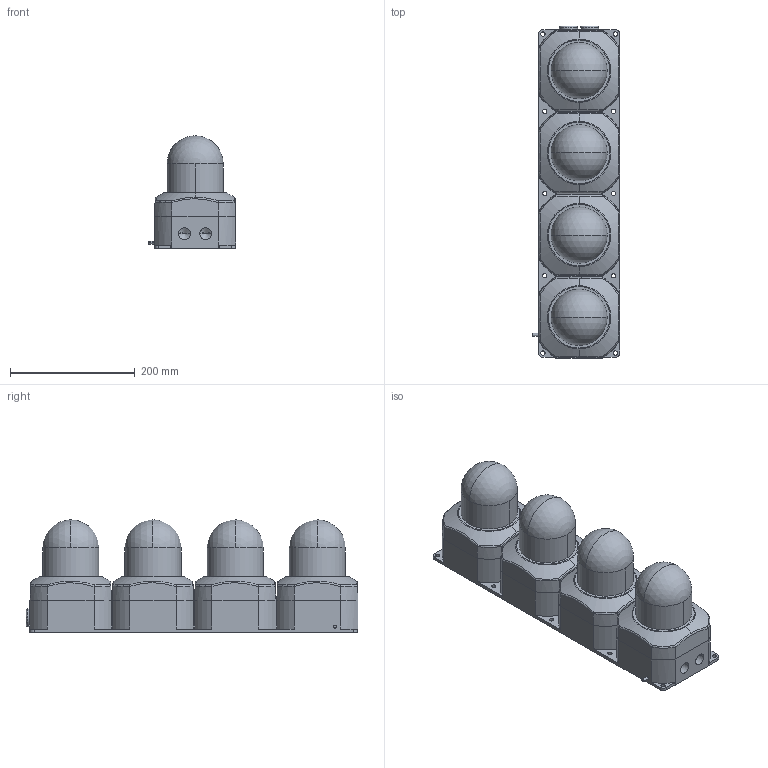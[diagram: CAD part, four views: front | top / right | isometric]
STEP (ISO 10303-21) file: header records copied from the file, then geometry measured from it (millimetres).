
FILE_DESCRIPTION (( 'STEP AP203' ), '1' );
FILE_NAME ('D215-05-140_Issue_1.STEP', '2019-08-16T14:25:57', ( '' ), ( '' ), 'SwSTEP 2.0', 'SolidWorks 2019', '' );
FILE_SCHEMA (( 'CONFIG_CONTROL_DESIGN' ));
Length unit declared in the file: millimetre
Products named in the file (1): D215-05-140_Issue_1
Bounding box: 140 x 531.8 x 180 mm (x, y, z)
Volume: 7270578.9 mm3; surface area: 352807 mm2
Topology: 1 solids, 7 shells, 224 faces, 563 edges, 338 vertices
Faces by surface type: cylinder 70, plane 60, cone 42, torus 28, bspline 16, sphere 8
Entity records: 8388 total; most frequent: CARTESIAN_POINT 3206, ORIENTED_EDGE 1078, DIRECTION 1045, EDGE_CURVE 539, AXIS2_PLACEMENT_3D 433, VERTEX_POINT 338, EDGE_LOOP 253, ADVANCED_FACE 224
